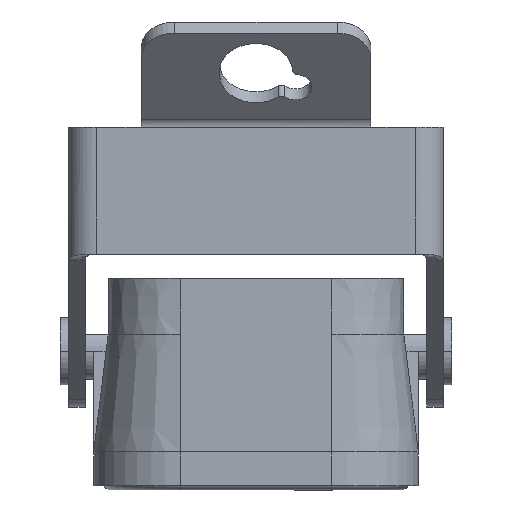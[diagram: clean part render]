
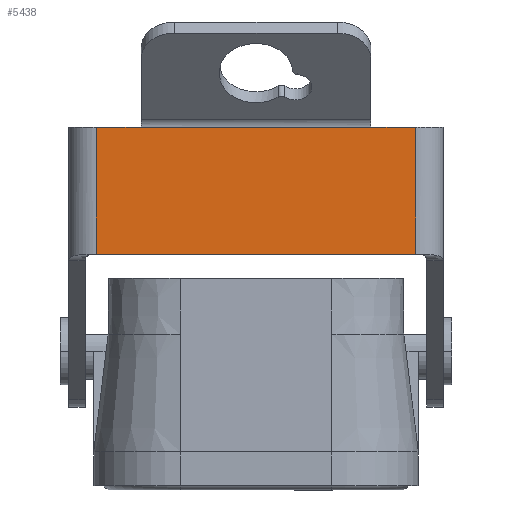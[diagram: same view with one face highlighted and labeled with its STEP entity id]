
A CAD part, front view. The second image highlights one B-rep face of the part: STEP entity #5438.
In plain terms, the highlighted planar face has unit normal (0, -1, 0).
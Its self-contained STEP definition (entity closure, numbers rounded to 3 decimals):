
#5423=AXIS2_PLACEMENT_3D('Plane Axis2P3D',#5420,#5421,#5422) ;
#4187=CARTESIAN_POINT('Vertex',(3.25,7.,32.4)) ;
#4220=CARTESIAN_POINT('Line Origine',(5.25,7.,32.4)) ;
#4224=CARTESIAN_POINT('Vertex',(7.25,7.,32.4)) ;
#4298=CARTESIAN_POINT('Vertex',(27.75,7.,32.4)) ;
#4306=CARTESIAN_POINT('Line Origine',(17.5,7.,32.4)) ;
#4531=CARTESIAN_POINT('Line Origine',(29.75,7.,32.4)) ;
#4535=CARTESIAN_POINT('Vertex',(31.75,7.,32.4)) ;
#4618=CARTESIAN_POINT('Line Origine',(31.75,7.,19.9)) ;
#4622=CARTESIAN_POINT('Vertex',(31.75,7.,21.06)) ;
#5302=CARTESIAN_POINT('Line Origine',(17.5,7.,21.06)) ;
#5306=CARTESIAN_POINT('Vertex',(3.25,7.,21.06)) ;
#5420=CARTESIAN_POINT('Axis2P3D Location',(32.75,7.,26.73)) ;
#5425=CARTESIAN_POINT('Line Origine',(3.25,7.,26.73)) ;
#4221=DIRECTION('Vector Direction',(-1.,0.,0.)) ;
#4307=DIRECTION('Vector Direction',(-1.,0.,0.)) ;
#4532=DIRECTION('Vector Direction',(-1.,0.,0.)) ;
#4619=DIRECTION('Vector Direction',(0.,0.,1.)) ;
#5303=DIRECTION('Vector Direction',(1.,0.,0.)) ;
#5421=DIRECTION('Axis2P3D Direction',(0.,-1.,0.)) ;
#5422=DIRECTION('Axis2P3D XDirection',(0.,0.,1.)) ;
#5426=DIRECTION('Vector Direction',(0.,0.,1.)) ;
#4222=VECTOR('Line Direction',#4221,1.) ;
#4308=VECTOR('Line Direction',#4307,1.) ;
#4533=VECTOR('Line Direction',#4532,1.) ;
#4620=VECTOR('Line Direction',#4619,1.) ;
#5304=VECTOR('Line Direction',#5303,1.) ;
#5427=VECTOR('Line Direction',#5426,1.) ;
#5431=ORIENTED_EDGE('',*,*,#5429,.F.) ;
#5432=ORIENTED_EDGE('',*,*,#5308,.T.) ;
#5433=ORIENTED_EDGE('',*,*,#4624,.T.) ;
#5434=ORIENTED_EDGE('',*,*,#4537,.T.) ;
#5435=ORIENTED_EDGE('',*,*,#4310,.T.) ;
#5436=ORIENTED_EDGE('',*,*,#4226,.T.) ;
#5438=ADVANCED_FACE('52854_HDC_HQM_ALU_CS.1\\VRFE HQ.1\\Hauptk\X2\00F6\X0\rper',(#5437),#5424,.T.) ;
#4226=EDGE_CURVE('',#4225,#4188,#4223,.T.) ;
#4310=EDGE_CURVE('',#4299,#4225,#4309,.T.) ;
#4537=EDGE_CURVE('',#4536,#4299,#4534,.T.) ;
#4624=EDGE_CURVE('',#4623,#4536,#4621,.T.) ;
#5308=EDGE_CURVE('',#5307,#4623,#5305,.T.) ;
#5429=EDGE_CURVE('',#5307,#4188,#5428,.T.) ;
#5430=EDGE_LOOP('',(#5431,#5432,#5433,#5434,#5435,#5436)) ;
#5437=FACE_OUTER_BOUND('',#5430,.T.) ;
#4223=LINE('Line',#4220,#4222) ;
#4309=LINE('Line',#4306,#4308) ;
#4534=LINE('Line',#4531,#4533) ;
#4621=LINE('Line',#4618,#4620) ;
#5305=LINE('Line',#5302,#5304) ;
#5428=LINE('Line',#5425,#5427) ;
#5424=PLANE('',#5423) ;
#4188=VERTEX_POINT('',#4187) ;
#4225=VERTEX_POINT('',#4224) ;
#4299=VERTEX_POINT('',#4298) ;
#4536=VERTEX_POINT('',#4535) ;
#4623=VERTEX_POINT('',#4622) ;
#5307=VERTEX_POINT('',#5306) ;
